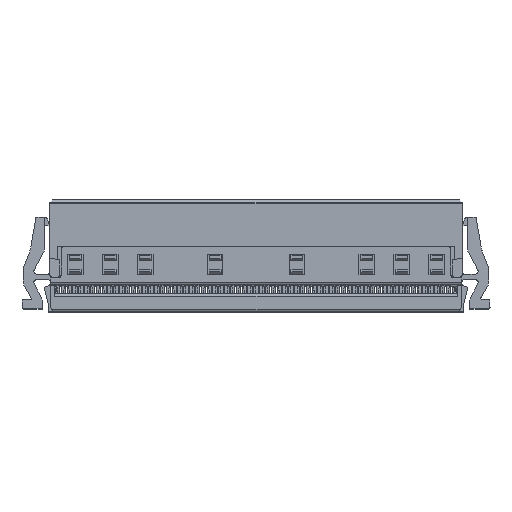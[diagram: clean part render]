
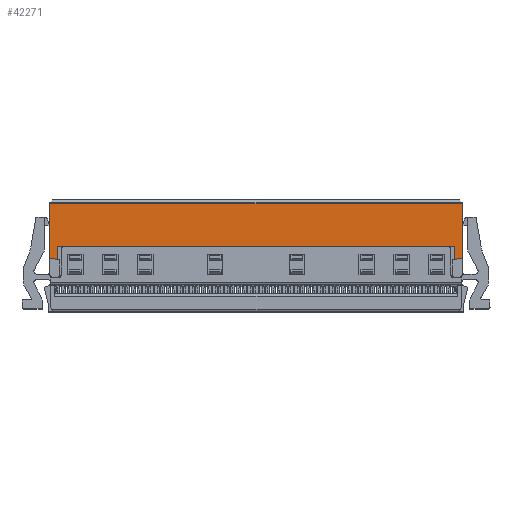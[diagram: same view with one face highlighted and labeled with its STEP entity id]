
A CAD part, top view. The second image highlights one B-rep face of the part: STEP entity #42271.
In plain terms, the highlighted planar face has unit normal (0, 0, 1).
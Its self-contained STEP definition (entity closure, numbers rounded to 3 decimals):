
#42221=AXIS2_PLACEMENT_3D('Plane Axis2P3D',#42218,#42219,#42220) ;
#26699=CARTESIAN_POINT('Vertex',(47.945,11.859,4.325)) ;
#26702=CARTESIAN_POINT('Line Origine',(47.945,8.869,4.325)) ;
#26706=CARTESIAN_POINT('Vertex',(47.945,5.88,4.325)) ;
#26875=CARTESIAN_POINT('Vertex',(3.015,5.88,4.325)) ;
#26878=CARTESIAN_POINT('Line Origine',(3.015,8.869,4.325)) ;
#26882=CARTESIAN_POINT('Vertex',(3.015,11.859,4.325)) ;
#42218=CARTESIAN_POINT('Axis2P3D Location',(2.771,12.4,4.325)) ;
#42223=CARTESIAN_POINT('Line Origine',(25.48,11.859,4.325)) ;
#42228=CARTESIAN_POINT('Line Origine',(3.455,5.802,4.325)) ;
#42232=CARTESIAN_POINT('Vertex',(3.895,5.725,4.325)) ;
#42235=CARTESIAN_POINT('Line Origine',(3.895,6.402,4.325)) ;
#42239=CARTESIAN_POINT('Vertex',(3.895,7.08,4.325)) ;
#42242=CARTESIAN_POINT('Line Origine',(25.48,7.08,4.325)) ;
#42246=CARTESIAN_POINT('Vertex',(47.065,7.08,4.325)) ;
#42249=CARTESIAN_POINT('Line Origine',(47.065,6.402,4.325)) ;
#42253=CARTESIAN_POINT('Vertex',(47.065,5.725,4.325)) ;
#42256=CARTESIAN_POINT('Line Origine',(47.505,5.802,4.325)) ;
#26703=DIRECTION('Vector Direction',(0.,1.,0.)) ;
#26879=DIRECTION('Vector Direction',(0.,-1.,0.)) ;
#42219=DIRECTION('Axis2P3D Direction',(-0.,0.,1.)) ;
#42220=DIRECTION('Axis2P3D XDirection',(0.,-1.,0.)) ;
#42224=DIRECTION('Vector Direction',(-1.,0.,0.)) ;
#42229=DIRECTION('Vector Direction',(0.985,-0.174,0.)) ;
#42236=DIRECTION('Vector Direction',(0.,1.,0.)) ;
#42243=DIRECTION('Vector Direction',(1.,0.,0.)) ;
#42250=DIRECTION('Vector Direction',(0.,-1.,0.)) ;
#42257=DIRECTION('Vector Direction',(0.985,0.174,0.)) ;
#26704=VECTOR('Line Direction',#26703,1.) ;
#26880=VECTOR('Line Direction',#26879,1.) ;
#42225=VECTOR('Line Direction',#42224,1.) ;
#42230=VECTOR('Line Direction',#42229,1.) ;
#42237=VECTOR('Line Direction',#42236,1.) ;
#42244=VECTOR('Line Direction',#42243,1.) ;
#42251=VECTOR('Line Direction',#42250,1.) ;
#42258=VECTOR('Line Direction',#42257,1.) ;
#42262=ORIENTED_EDGE('',*,*,#42227,.T.) ;
#42263=ORIENTED_EDGE('',*,*,#26884,.T.) ;
#42264=ORIENTED_EDGE('',*,*,#42234,.T.) ;
#42265=ORIENTED_EDGE('',*,*,#42241,.T.) ;
#42266=ORIENTED_EDGE('',*,*,#42248,.T.) ;
#42267=ORIENTED_EDGE('',*,*,#42255,.T.) ;
#42268=ORIENTED_EDGE('',*,*,#42260,.T.) ;
#42269=ORIENTED_EDGE('',*,*,#26708,.T.) ;
#42271=ADVANCED_FACE('Hauptk\X2\00F6\X0\rper',(#42270),#42222,.T.) ;
#26708=EDGE_CURVE('',#26707,#26700,#26705,.T.) ;
#26884=EDGE_CURVE('',#26883,#26876,#26881,.T.) ;
#42227=EDGE_CURVE('',#26700,#26883,#42226,.T.) ;
#42234=EDGE_CURVE('',#26876,#42233,#42231,.T.) ;
#42241=EDGE_CURVE('',#42233,#42240,#42238,.T.) ;
#42248=EDGE_CURVE('',#42240,#42247,#42245,.T.) ;
#42255=EDGE_CURVE('',#42247,#42254,#42252,.T.) ;
#42260=EDGE_CURVE('',#42254,#26707,#42259,.T.) ;
#42261=EDGE_LOOP('',(#42262,#42263,#42264,#42265,#42266,#42267,#42268,#42269)) ;
#42270=FACE_OUTER_BOUND('',#42261,.T.) ;
#26705=LINE('Line',#26702,#26704) ;
#26881=LINE('Line',#26878,#26880) ;
#42226=LINE('Line',#42223,#42225) ;
#42231=LINE('Line',#42228,#42230) ;
#42238=LINE('Line',#42235,#42237) ;
#42245=LINE('Line',#42242,#42244) ;
#42252=LINE('Line',#42249,#42251) ;
#42259=LINE('Line',#42256,#42258) ;
#42222=PLANE('',#42221) ;
#26700=VERTEX_POINT('',#26699) ;
#26707=VERTEX_POINT('',#26706) ;
#26876=VERTEX_POINT('',#26875) ;
#26883=VERTEX_POINT('',#26882) ;
#42233=VERTEX_POINT('',#42232) ;
#42240=VERTEX_POINT('',#42239) ;
#42247=VERTEX_POINT('',#42246) ;
#42254=VERTEX_POINT('',#42253) ;
